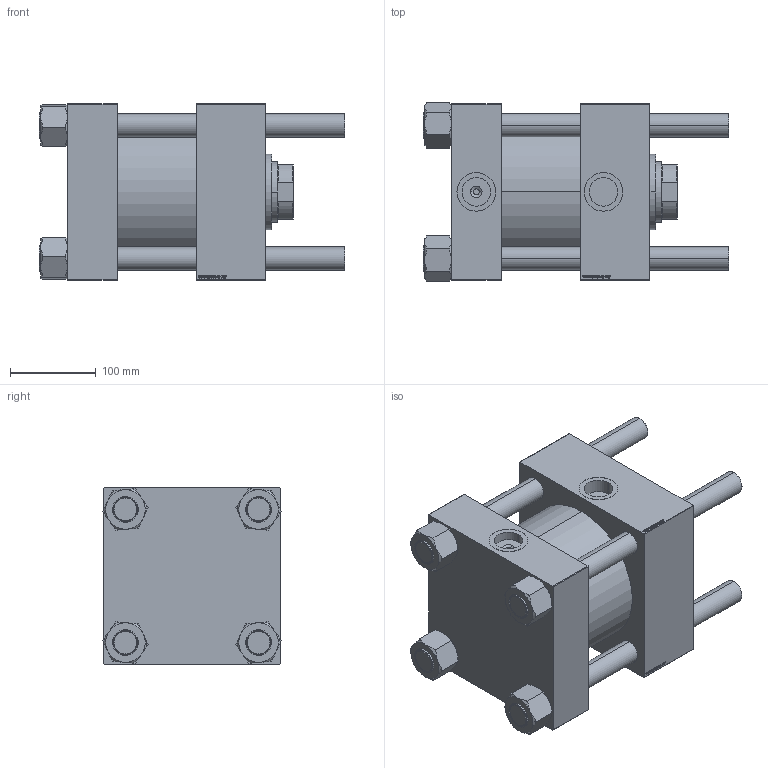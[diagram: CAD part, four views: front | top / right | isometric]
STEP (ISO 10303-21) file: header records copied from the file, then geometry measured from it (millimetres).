
FILE_DESCRIPTION (( 'STEP AP203' ), '1' );
FILE_NAME ('eb53.STEP', '2023-08-26T15:08:55', ( '' ), ( '' ), 'SwSTEP 2.0', 'SolidWorks 2019', '' );
FILE_SCHEMA (( 'CONFIG_CONTROL_DESIGN' ));
Length unit declared in the file: millimetre
Products named in the file (6): V215CR_VCP_B cbc31c35adc239a82ee4d28c1e00dafa; NUT_M5_B cbc31c35adc239a82ee4d28c1e00dafa; V215_VC_A cbc31c35adc239a82ee4d28c1e00dafa; eb53; V215CR_B_TYCINKA cbc31c35adc239a82ee4d28c1e00dafa; V215CR_B-1 cbc31c35adc239a82ee4d28c1e00dafa
Assembly tree (11 placements, depth 2):
  eb53
    V215CR_B-1 cbc31c35adc239a82ee4d28c1e00dafa
    V215CR_VCP_B cbc31c35adc239a82ee4d28c1e00dafa
    NUT_M5_B cbc31c35adc239a82ee4d28c1e00dafa  x4
    V215CR_B_TYCINKA cbc31c35adc239a82ee4d28c1e00dafa  x4
    V215_VC_A cbc31c35adc239a82ee4d28c1e00dafa
Bounding box: 356 x 207.94 x 205 mm (x, y, z)
Volume: 7752689.1 mm3; surface area: 753839.8 mm2
Topology: 11 solids, 11 shells, 1206 faces, 3090 edges, 2015 vertices
Faces by surface type: bspline 504, plane 480, cone 136, cylinder 78, torus 8
Entity records: 57274 total; most frequent: CARTESIAN_POINT 34128, ORIENTED_EDGE 5444, DIRECTION 2998, EDGE_CURVE 2722, VERTEX_POINT 1793, LINE 1464, VECTOR 1464, EDGE_LOOP 1175
